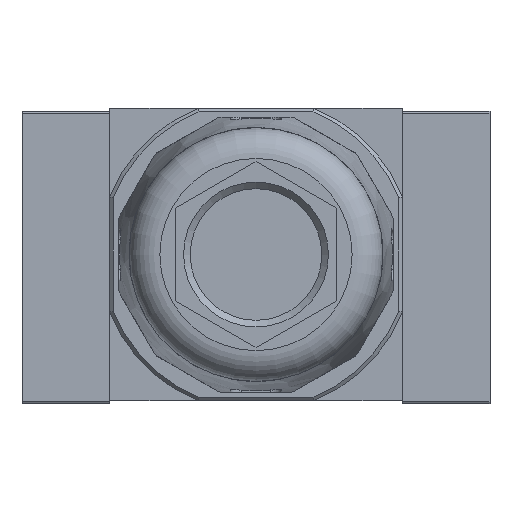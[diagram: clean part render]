
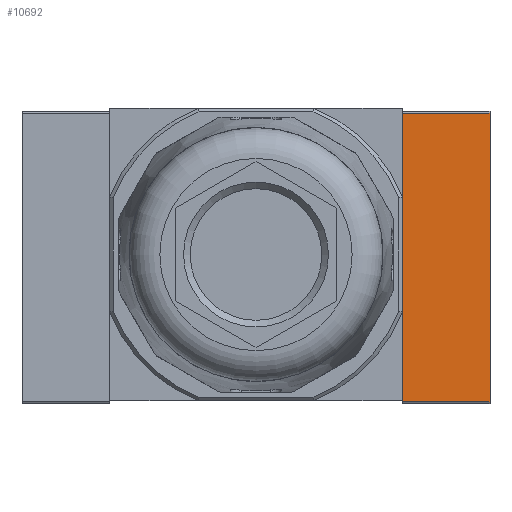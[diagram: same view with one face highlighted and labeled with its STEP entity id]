
A CAD part, front view. The second image highlights one B-rep face of the part: STEP entity #10692.
In plain terms, the highlighted face is planar.
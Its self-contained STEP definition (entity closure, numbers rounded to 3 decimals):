
#271=PLANE('',#11497);
#732=LINE('',#16914,#1270);
#733=LINE('',#16918,#1271);
#734=LINE('',#16920,#1272);
#735=LINE('',#16922,#1273);
#1270=VECTOR('',#13446,1000.);
#1271=VECTOR('',#13451,1000.);
#1272=VECTOR('',#13452,1000.);
#1273=VECTOR('',#13453,1000.);
#3648=ORIENTED_EDGE('',*,*,#5165,.T.);
#3649=ORIENTED_EDGE('',*,*,#5166,.F.);
#3650=ORIENTED_EDGE('',*,*,#5167,.F.);
#3651=ORIENTED_EDGE('',*,*,#5163,.T.);
#5163=EDGE_CURVE('',#6079,#6078,#732,.T.);
#5165=EDGE_CURVE('',#6078,#6080,#733,.T.);
#5166=EDGE_CURVE('',#6081,#6080,#734,.T.);
#5167=EDGE_CURVE('',#6079,#6081,#735,.T.);
#6078=VERTEX_POINT('',#16913);
#6079=VERTEX_POINT('',#16915);
#6080=VERTEX_POINT('',#16919);
#6081=VERTEX_POINT('',#16921);
#7125=EDGE_LOOP('',(#3648,#3649,#3650,#3651));
#7751=FACE_BOUND('',#7125,.T.);
#10692=ADVANCED_FACE('',(#7751),#271,.F.);
#11497=AXIS2_PLACEMENT_3D('',#16917,#13449,#13450);
#13446=DIRECTION('',(0.,0.,-1.));
#13449=DIRECTION('',(0.,-1.,0.));
#13450=DIRECTION('',(0.,0.,-1.));
#13451=DIRECTION('',(-1.,0.,0.));
#13452=DIRECTION('',(0.,0.,-1.));
#13453=DIRECTION('',(-1.,0.,0.));
#16913=CARTESIAN_POINT('',(19.7,10.,-6.));
#16914=CARTESIAN_POINT('',(19.7,10.,6.));
#16915=CARTESIAN_POINT('',(19.7,10.,6.));
#16917=CARTESIAN_POINT('',(19.7,10.,6.));
#16918=CARTESIAN_POINT('',(19.7,10.,-6.));
#16919=CARTESIAN_POINT('',(-19.7,10.,-6.));
#16920=CARTESIAN_POINT('',(-19.7,10.,6.));
#16921=CARTESIAN_POINT('',(-19.7,10.,6.));
#16922=CARTESIAN_POINT('',(19.7,10.,6.));
